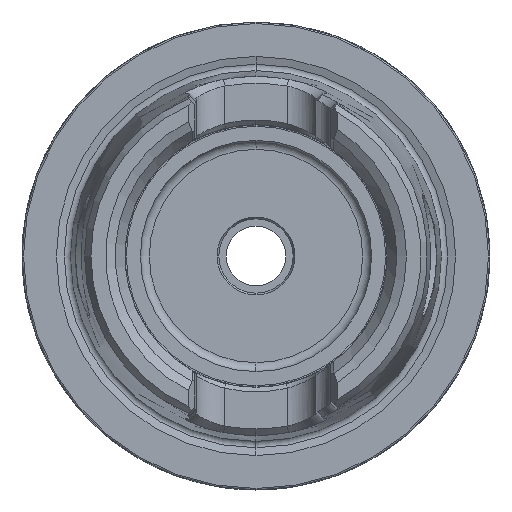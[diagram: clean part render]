
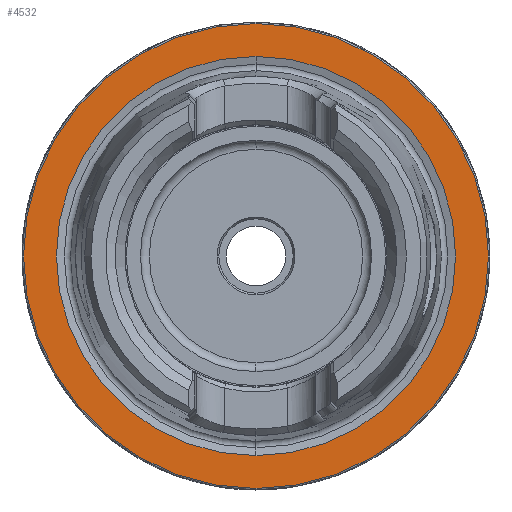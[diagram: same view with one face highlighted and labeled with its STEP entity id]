
A CAD part, left-side view. The second image highlights one B-rep face of the part: STEP entity #4532.
In plain terms, the highlighted planar face has unit normal (-1, 0, 0).
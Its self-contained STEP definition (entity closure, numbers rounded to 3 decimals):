
#186 = DIRECTION ( 'NONE',  ( -1., 0., 0. ) ) ;
#313 = EDGE_LOOP ( 'NONE', ( #1618, #9539 ) ) ;
#575 = CARTESIAN_POINT ( 'NONE',  ( 0., 0., -31.275 ) ) ;
#682 = DIRECTION ( 'NONE',  ( -1., 0., 0. ) ) ;
#969 = DIRECTION ( 'NONE',  ( 0., 0., 1. ) ) ;
#1036 = DIRECTION ( 'NONE',  ( -1., 0., 0. ) ) ;
#1172 = CARTESIAN_POINT ( 'NONE',  ( 0., 0., 0. ) ) ;
#1208 = CARTESIAN_POINT ( 'NONE',  ( 0., 0., 0. ) ) ;
#1329 = FACE_BOUND ( 'NONE', #313, .T. ) ;
#1618 = ORIENTED_EDGE ( 'NONE', *, *, #3338, .F. ) ;
#1772 = CARTESIAN_POINT ( 'NONE',  ( 0., 31.275, 0. ) ) ;
#2000 = EDGE_LOOP ( 'NONE', ( #8538, #6935 ) ) ;
#2041 = DIRECTION ( 'NONE',  ( 0., 0., 1. ) ) ;
#2240 = VERTEX_POINT ( 'NONE', #7314 ) ;
#2333 = AXIS2_PLACEMENT_3D ( 'NONE', #1172, #1036, #969 ) ;
#2396 = CIRCLE ( 'NONE', #8043, 26.85 ) ;
#2524 = EDGE_CURVE ( 'NONE', #6819, #3178, #7612, .T. ) ;
#2616 = DIRECTION ( 'NONE',  ( 0., 0., -1. ) ) ;
#2977 = CIRCLE ( 'NONE', #4844, 31.275 ) ;
#3178 = VERTEX_POINT ( 'NONE', #3356 ) ;
#3338 = EDGE_CURVE ( 'NONE', #2240, #6907, #2396, .T. ) ;
#3356 = CARTESIAN_POINT ( 'NONE',  ( 0., 0., 31.275 ) ) ;
#3644 = FACE_OUTER_BOUND ( 'NONE', #2000, .T. ) ;
#3958 = EDGE_CURVE ( 'NONE', #6907, #2240, #6383, .T. ) ;
#4212 = CARTESIAN_POINT ( 'NONE',  ( 0., 0., -26.85 ) ) ;
#4532 = ADVANCED_FACE ( 'NONE', ( #1329, #3644 ), #5061, .F. ) ;
#4844 = AXIS2_PLACEMENT_3D ( 'NONE', #5148, #186, #5946 ) ;
#5061 = PLANE ( 'NONE',  #5109 ) ;
#5109 = AXIS2_PLACEMENT_3D ( 'NONE', #1772, #7488, #2616 ) ;
#5148 = CARTESIAN_POINT ( 'NONE',  ( 0., 0., 0. ) ) ;
#5626 = CARTESIAN_POINT ( 'NONE',  ( 0., 0., 0. ) ) ;
#5946 = DIRECTION ( 'NONE',  ( 0., 0., 1. ) ) ;
#6383 = CIRCLE ( 'NONE', #7144, 26.85 ) ;
#6447 = DIRECTION ( 'NONE',  ( 0., 0., 1. ) ) ;
#6819 = VERTEX_POINT ( 'NONE', #575 ) ;
#6907 = VERTEX_POINT ( 'NONE', #4212 ) ;
#6935 = ORIENTED_EDGE ( 'NONE', *, *, #2524, .T. ) ;
#6946 = DIRECTION ( 'NONE',  ( -1., 0., 0. ) ) ;
#7144 = AXIS2_PLACEMENT_3D ( 'NONE', #5626, #682, #6447 ) ;
#7314 = CARTESIAN_POINT ( 'NONE',  ( 0., 0., 26.85 ) ) ;
#7357 = EDGE_CURVE ( 'NONE', #3178, #6819, #2977, .T. ) ;
#7488 = DIRECTION ( 'NONE',  ( 1., 0., 0. ) ) ;
#7612 = CIRCLE ( 'NONE', #2333, 31.275 ) ;
#8043 = AXIS2_PLACEMENT_3D ( 'NONE', #1208, #6946, #2041 ) ;
#8538 = ORIENTED_EDGE ( 'NONE', *, *, #7357, .T. ) ;
#9539 = ORIENTED_EDGE ( 'NONE', *, *, #3958, .F. ) ;
